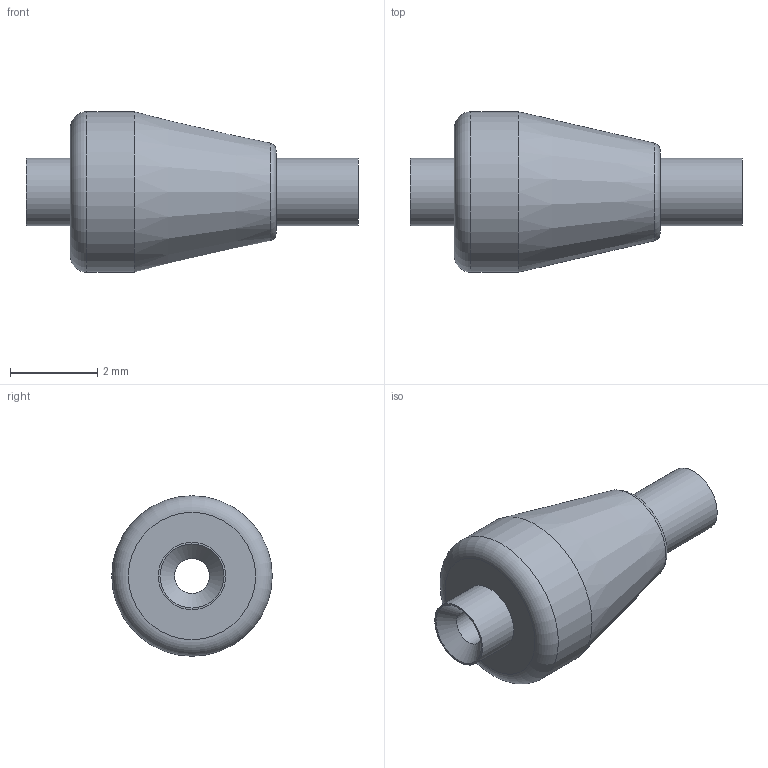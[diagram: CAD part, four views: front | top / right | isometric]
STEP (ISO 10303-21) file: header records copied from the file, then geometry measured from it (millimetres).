
FILE_DESCRIPTION((''),'2;1');
FILE_NAME('313167.stp','2010-01-22T12:22:52',('Franzp'),(''),'Autodesk Inventor 2009','Autodesk Inventor 2009','');
FILE_SCHEMA(('AUTOMOTIVE_DESIGN { 1 0 10303 214 1 1 1 1 }'));
Length unit declared in the file: millimetre
Products named in the file (1): 313167
Bounding box: 7.62 x 3.68 x 3.68 mm (x, y, z)
Volume: 39.2 mm3; surface area: 91.8 mm2
Topology: 1 solids, 1 shells, 12 faces, 21 edges, 13 vertices
Faces by surface type: plane 4, cylinder 3, bspline 2, torus 2, cone 1
Full cylindrical faces by diameter (mm): 1.549 x2, 3.683 x1
Entity records: 300 total; most frequent: CARTESIAN_POINT 71, DIRECTION 46, ORIENTED_EDGE 24, EDGE_LOOP 24, AXIS2_PLACEMENT_3D 23, VERTEX_POINT 12, CIRCLE 12, EDGE_CURVE 12
